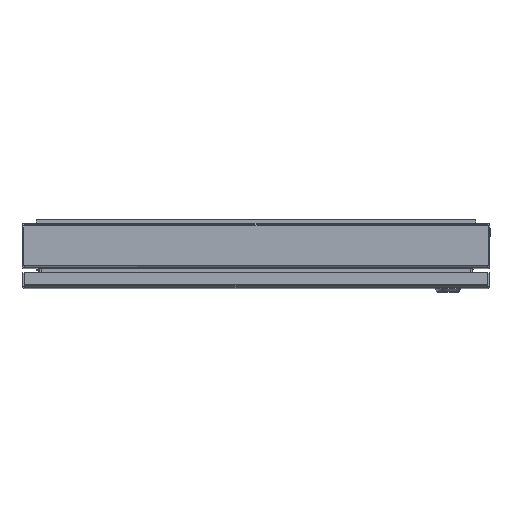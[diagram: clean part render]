
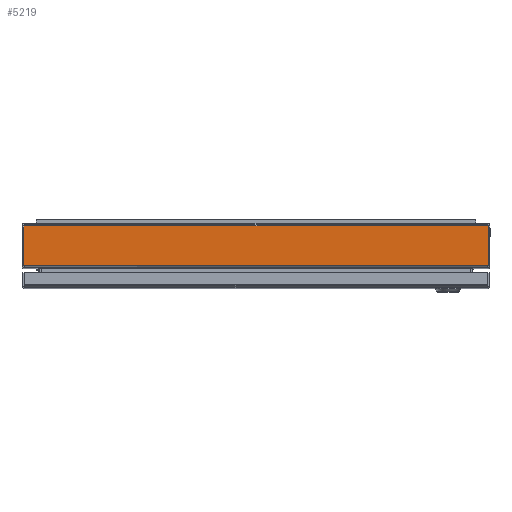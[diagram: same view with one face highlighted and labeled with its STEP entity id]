
A CAD part, top view. The second image highlights one B-rep face of the part: STEP entity #5219.
In plain terms, the highlighted planar face has unit normal (0, 0, 1).
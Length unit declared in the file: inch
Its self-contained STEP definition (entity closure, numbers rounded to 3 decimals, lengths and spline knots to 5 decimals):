
#135 = EDGE_LOOP ( 'NONE', ( #21736, #9369, #23355, #11576, #11926, #22536, #1158, #7794 ) ) ;
#219 = EDGE_CURVE ( 'NONE', #19589, #528, #10215, .T. ) ;
#441 = FACE_OUTER_BOUND ( 'NONE', #135, .T. ) ;
#528 = VERTEX_POINT ( 'NONE', #13163 ) ;
#586 = LINE ( 'NONE', #20509, #20870 ) ;
#1135 = DIRECTION ( 'NONE',  ( 1., 0., 0. ) ) ;
#1158 = ORIENTED_EDGE ( 'NONE', *, *, #7765, .T. ) ;
#1595 = CARTESIAN_POINT ( 'NONE',  ( -9.998, -0.882, 0. ) ) ;
#1848 = CARTESIAN_POINT ( 'NONE',  ( 9.61564, -0.71622, 0. ) ) ;
#2698 = DIRECTION ( 'NONE',  ( -0.686, 0.727, 0. ) ) ;
#3495 = LINE ( 'NONE', #23784, #5797 ) ;
#3965 = DIRECTION ( 'NONE',  ( 0., 0., 1. ) ) ;
#4542 = PLANE ( 'NONE',  #25425 ) ;
#4816 = DIRECTION ( 'NONE',  ( -0.686, -0.727, 0. ) ) ;
#4850 = CIRCLE ( 'NONE', #14533, 0.38236 ) ;
#5219 = ADVANCED_FACE ( 'NONE', ( #441 ), #4542, .T. ) ;
#5729 = DIRECTION ( 'NONE',  ( 0., 1., 0. ) ) ;
#5797 = VECTOR ( 'NONE', #11660, 39.37008 ) ;
#6010 = VERTEX_POINT ( 'NONE', #19444 ) ;
#7765 = EDGE_CURVE ( 'NONE', #8940, #6010, #586, .T. ) ;
#7794 = ORIENTED_EDGE ( 'NONE', *, *, #20204, .T. ) ;
#7853 = AXIS2_PLACEMENT_3D ( 'NONE', #19192, #12862, #1135 ) ;
#8224 = CARTESIAN_POINT ( 'NONE',  ( -9.998, 0.846, 0. ) ) ;
#8263 = EDGE_CURVE ( 'NONE', #13898, #24819, #22989, .T. ) ;
#8940 = VERTEX_POINT ( 'NONE', #8959 ) ;
#8959 = CARTESIAN_POINT ( 'NONE',  ( -9.94672, 0.846, 0. ) ) ;
#9131 = CARTESIAN_POINT ( 'NONE',  ( 9.9753, -0.846, 0. ) ) ;
#9369 = ORIENTED_EDGE ( 'NONE', *, *, #12252, .T. ) ;
#9496 = DIRECTION ( 'NONE',  ( 0., -1., 0. ) ) ;
#10215 = LINE ( 'NONE', #12580, #25490 ) ;
#11368 = VERTEX_POINT ( 'NONE', #9131 ) ;
#11576 = ORIENTED_EDGE ( 'NONE', *, *, #12271, .T. ) ;
#11660 = DIRECTION ( 'NONE',  ( 1., 0., 0. ) ) ;
#11926 = ORIENTED_EDGE ( 'NONE', *, *, #219, .T. ) ;
#12252 = EDGE_CURVE ( 'NONE', #24819, #11368, #3495, .T. ) ;
#12271 = EDGE_CURVE ( 'NONE', #13941, #19589, #13504, .T. ) ;
#12392 = EDGE_CURVE ( 'NONE', #528, #8940, #24175, .T. ) ;
#12580 = CARTESIAN_POINT ( 'NONE',  ( 9.998, 0.79163, 0. ) ) ;
#12862 = DIRECTION ( 'NONE',  ( 0., 0., 1. ) ) ;
#13163 = CARTESIAN_POINT ( 'NONE',  ( 9.94672, 0.846, 0. ) ) ;
#13504 = LINE ( 'NONE', #23534, #26011 ) ;
#13898 = VERTEX_POINT ( 'NONE', #19118 ) ;
#13941 = VERTEX_POINT ( 'NONE', #17664 ) ;
#14533 = AXIS2_PLACEMENT_3D ( 'NONE', #1848, #3965, #18188 ) ;
#14546 = CARTESIAN_POINT ( 'NONE',  ( -9.998, -0.882, 0. ) ) ;
#15187 = EDGE_CURVE ( 'NONE', #11368, #13941, #4850, .T. ) ;
#16521 = DIRECTION ( 'NONE',  ( 0., 0., 1. ) ) ;
#16917 = DIRECTION ( 'NONE',  ( 1., 0., 0. ) ) ;
#17397 = VECTOR ( 'NONE', #9496, 39.37008 ) ;
#17664 = CARTESIAN_POINT ( 'NONE',  ( 9.998, -0.71622, 0. ) ) ;
#17860 = CARTESIAN_POINT ( 'NONE',  ( -9.9753, -0.846, 0. ) ) ;
#18188 = DIRECTION ( 'NONE',  ( 1., 0., 0. ) ) ;
#18372 = DIRECTION ( 'NONE',  ( -1., 0., 0. ) ) ;
#18833 = CARTESIAN_POINT ( 'NONE',  ( 9.998, 0.79163, 0. ) ) ;
#19118 = CARTESIAN_POINT ( 'NONE',  ( -9.998, -0.71622, 0. ) ) ;
#19192 = CARTESIAN_POINT ( 'NONE',  ( -9.61564, -0.71622, 0. ) ) ;
#19444 = CARTESIAN_POINT ( 'NONE',  ( -9.998, 0.79163, 0. ) ) ;
#19589 = VERTEX_POINT ( 'NONE', #18833 ) ;
#20204 = EDGE_CURVE ( 'NONE', #6010, #13898, #22144, .T. ) ;
#20509 = CARTESIAN_POINT ( 'NONE',  ( -9.94672, 0.846, 0. ) ) ;
#20870 = VECTOR ( 'NONE', #4816, 39.37008 ) ;
#21736 = ORIENTED_EDGE ( 'NONE', *, *, #8263, .T. ) ;
#22144 = LINE ( 'NONE', #1595, #17397 ) ;
#22536 = ORIENTED_EDGE ( 'NONE', *, *, #12392, .T. ) ;
#22989 = CIRCLE ( 'NONE', #7853, 0.38236 ) ;
#23355 = ORIENTED_EDGE ( 'NONE', *, *, #15187, .T. ) ;
#23534 = CARTESIAN_POINT ( 'NONE',  ( 9.998, -0.882, 0. ) ) ;
#23784 = CARTESIAN_POINT ( 'NONE',  ( -9.998, -0.846, 0. ) ) ;
#24175 = LINE ( 'NONE', #8224, #25196 ) ;
#24819 = VERTEX_POINT ( 'NONE', #17860 ) ;
#25196 = VECTOR ( 'NONE', #18372, 39.37008 ) ;
#25425 = AXIS2_PLACEMENT_3D ( 'NONE', #14546, #16521, #16917 ) ;
#25490 = VECTOR ( 'NONE', #2698, 39.37008 ) ;
#26011 = VECTOR ( 'NONE', #5729, 39.37008 ) ;
